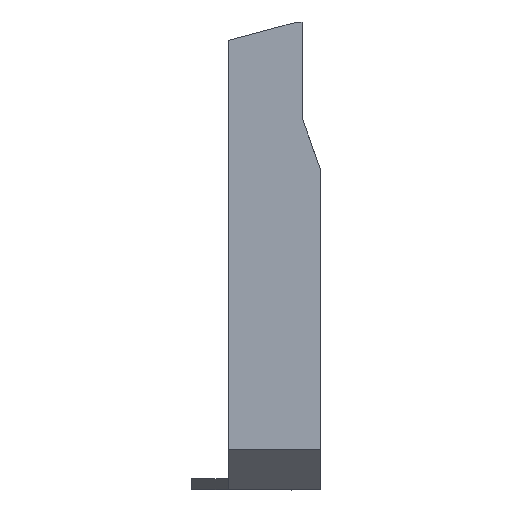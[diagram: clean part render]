
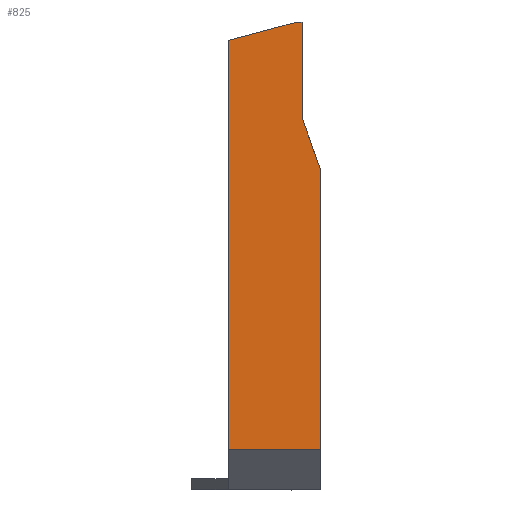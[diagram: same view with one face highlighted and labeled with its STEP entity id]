
A CAD part, left-side view. The second image highlights one B-rep face of the part: STEP entity #825.
In plain terms, the highlighted planar face has unit normal (-1, 0, 0).
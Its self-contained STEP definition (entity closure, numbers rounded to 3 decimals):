
#47=PLANE('',#887);
#85=FACE_OUTER_BOUND('',#129,.T.);
#129=EDGE_LOOP('',(#722,#723,#724,#725,#726,#727,#728));
#189=LINE('',#1210,#297);
#202=LINE('',#1236,#310);
#229=LINE('',#1289,#337);
#231=LINE('',#1293,#339);
#240=LINE('',#1309,#348);
#241=LINE('',#1311,#349);
#242=LINE('',#1312,#350);
#297=VECTOR('',#981,10.);
#310=VECTOR('',#1008,10.);
#337=VECTOR('',#1045,10.);
#339=VECTOR('',#1049,10.);
#348=VECTOR('',#1066,10.);
#349=VECTOR('',#1067,10.);
#350=VECTOR('',#1068,10.);
#411=VERTEX_POINT('',#1207);
#412=VERTEX_POINT('',#1209);
#417=VERTEX_POINT('',#1233);
#418=VERTEX_POINT('',#1235);
#439=VERTEX_POINT('',#1288);
#440=VERTEX_POINT('',#1292);
#444=VERTEX_POINT('',#1310);
#497=EDGE_CURVE('',#412,#411,#189,.T.);
#510=EDGE_CURVE('',#417,#418,#202,.T.);
#537=EDGE_CURVE('',#418,#439,#229,.T.);
#539=EDGE_CURVE('',#440,#439,#231,.T.);
#548=EDGE_CURVE('',#412,#417,#240,.T.);
#549=EDGE_CURVE('',#444,#411,#241,.T.);
#550=EDGE_CURVE('',#444,#440,#242,.T.);
#722=ORIENTED_EDGE('',*,*,#537,.F.);
#723=ORIENTED_EDGE('',*,*,#510,.F.);
#724=ORIENTED_EDGE('',*,*,#548,.F.);
#725=ORIENTED_EDGE('',*,*,#497,.T.);
#726=ORIENTED_EDGE('',*,*,#549,.F.);
#727=ORIENTED_EDGE('',*,*,#550,.T.);
#728=ORIENTED_EDGE('',*,*,#539,.T.);
#825=ADVANCED_FACE('',(#85),#47,.T.);
#887=AXIS2_PLACEMENT_3D('',#1308,#1064,#1065);
#981=DIRECTION('',(0.,0.,1.));
#1008=DIRECTION('',(0.,0.,1.));
#1045=DIRECTION('',(0.,-0.966,0.259));
#1049=DIRECTION('',(0.,1.,0.));
#1064=DIRECTION('center_axis',(-1.,0.,0.));
#1065=DIRECTION('ref_axis',(0.,0.,1.));
#1066=DIRECTION('',(0.,1.,0.));
#1067=DIRECTION('',(0.,-0.336,-0.942));
#1068=DIRECTION('',(0.,0.,1.));
#1207=CARTESIAN_POINT('',(-62.,0.,38.));
#1209=CARTESIAN_POINT('',(-62.,0.,-38.));
#1210=CARTESIAN_POINT('',(-62.,0.,-40.));
#1233=CARTESIAN_POINT('',(-62.,25.,-38.));
#1235=CARTESIAN_POINT('',(-62.,25.,73.));
#1236=CARTESIAN_POINT('',(-62.,25.,-40.));
#1288=CARTESIAN_POINT('',(-62.,6.34,78.));
#1289=CARTESIAN_POINT('',(-62.,22.797,73.59));
#1292=CARTESIAN_POINT('',(-62.,5.,78.));
#1293=CARTESIAN_POINT('',(-62.,7.5,78.));
#1308=CARTESIAN_POINT('Origin',(-62.,0.,-40.));
#1309=CARTESIAN_POINT('',(-62.,0.,-38.));
#1310=CARTESIAN_POINT('',(-62.,5.,52.));
#1311=CARTESIAN_POINT('',(-62.,-11.103,6.912));
#1312=CARTESIAN_POINT('',(-62.,5.,52.));
